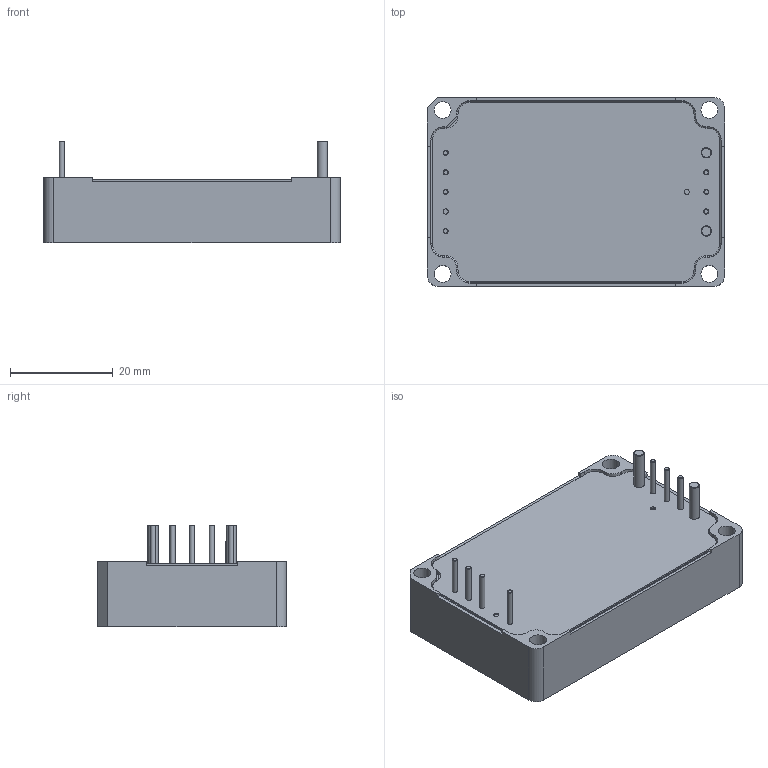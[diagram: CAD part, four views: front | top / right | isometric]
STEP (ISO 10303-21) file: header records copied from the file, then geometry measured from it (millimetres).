
FILE_DESCRIPTION(/* description */ ('Alibre Inc.'),/* implementation_level */ '2;1');
FILE_NAME(/* name */ 'export0',/* time_stamp */ '2013-04-24T17:17:24+02:00',/* author */ (''),/* organization */ (''),/* preprocessor_version */ 'ST-DEVELOPER v14',/* originating_system */ 'Alibre',/* authorisation */ '');
FILE_SCHEMA (('AUTOMOTIVE_DESIGN'));
Length unit declared in the file: centimetre
Bounding box: 57.9 x 36.81 x 19.85 mm (x, y, z)
Volume: 13238.8 mm3; surface area: 16214.5 mm2
Topology: 1 solids, 1 shells, 477 faces, 1279 edges, 852 vertices
Faces by surface type: plane 328, cylinder 98, torus 29, bspline 13, cone 9
Full cylindrical faces by diameter (mm): 0.582 x1, 0.59 x1, 1 x23, 2 x6, 2.3 x7, 2.5 x2, 3.3 x4
Entity records: 14414 total; most frequent: CARTESIAN_POINT 3222, ORIENTED_EDGE 2362, DIRECTION 1899, EDGE_CURVE 1181, VECTOR 889, LINE 889, VERTEX_POINT 825, AXIS2_PLACEMENT_3D 676
